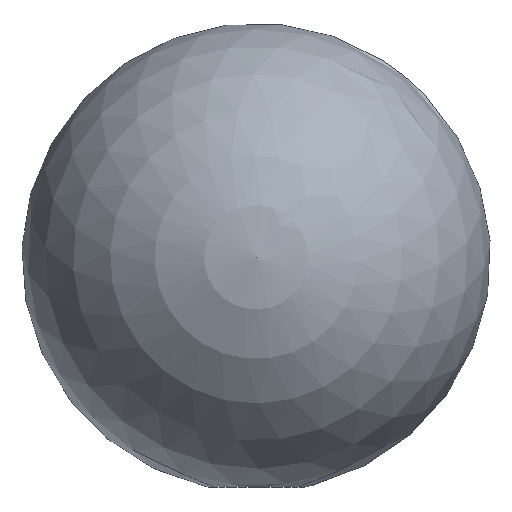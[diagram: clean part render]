
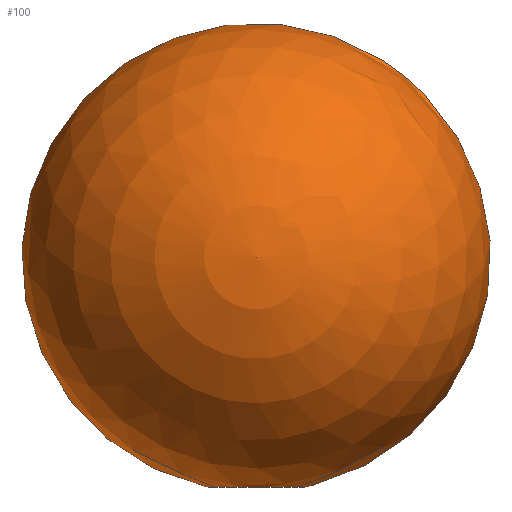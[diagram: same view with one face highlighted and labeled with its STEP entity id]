
A CAD part, top view. The second image highlights one B-rep face of the part: STEP entity #100.
In plain terms, the highlighted spherical face has radius 12.5 mm.
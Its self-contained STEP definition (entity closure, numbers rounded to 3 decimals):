
#1 = ORIENTED_EDGE ( 'NONE', *, *, #101, .F. ) ;
#11 = DIRECTION ( 'NONE',  ( 0., -1., 0. ) ) ;
#27 = EDGE_LOOP ( 'NONE', ( #1 ) ) ;
#48 = VERTEX_POINT ( 'NONE', #127 ) ;
#52 = CARTESIAN_POINT ( 'NONE',  ( 0., 0.253, 0. ) ) ;
#70 = AXIS2_PLACEMENT_3D ( 'NONE', #52, #11, #77 ) ;
#76 = DIRECTION ( 'NONE',  ( -1., 0., 0. ) ) ;
#77 = DIRECTION ( 'NONE',  ( 0., 0., 1. ) ) ;
#84 = CARTESIAN_POINT ( 'NONE',  ( 0., 12.5, 0. ) ) ;
#95 = DIRECTION ( 'NONE',  ( 0., 0., -1. ) ) ;
#100 = ADVANCED_FACE ( 'NONE', ( #115 ), #126, .T. ) ;
#101 = EDGE_CURVE ( 'NONE', #48, #48, #119, .T. ) ;
#115 = FACE_OUTER_BOUND ( 'NONE', #27, .T. ) ;
#119 = CIRCLE ( 'NONE', #70, 2.5 ) ;
#122 = AXIS2_PLACEMENT_3D ( 'NONE', #84, #95, #76 ) ;
#126 = SPHERICAL_SURFACE ( 'NONE', #122, 12.5 ) ;
#127 = CARTESIAN_POINT ( 'NONE',  ( 0., 0.253, 2.5 ) ) ;
